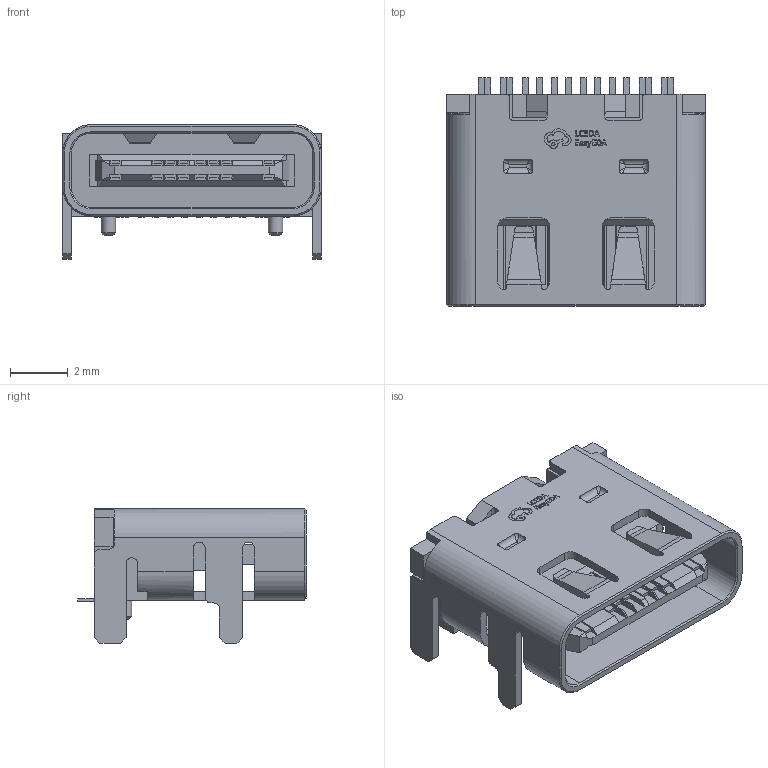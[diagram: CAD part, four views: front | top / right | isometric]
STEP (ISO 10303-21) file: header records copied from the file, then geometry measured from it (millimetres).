
FILE_DESCRIPTION(('FreeCAD Model'),'2;1');
FILE_NAME('Open CASCADE Shape Model','2024-04-18T22:27:41',(''),(''), 'Open CASCADE STEP processor 7.6','FreeCAD','Unknown');
FILE_SCHEMA(('AUTOMOTIVE_DESIGN { 1 0 10303 214 1 1 1 1 }'));
Length unit declared in the file: millimetre
Products named in the file (46): PCBModel; U1; USB-C-SMD_G-SWITCH_GT-USB-7010ASV; COMPOUND042; COMPOUND; COMPOUND001; COMPOUND002; COMPOUND003; COMPOUND004; COMPOUND005; COMPOUND006; COMPOUND007; COMPOUND008; COMPOUND009; COMPOUND010; COMPOUND011; COMPOUND012; COMPOUND013; COMPOUND014; COMPOUND015; COMPOUND016; COMPOUND017; COMPOUND018; COMPOUND019; COMPOUND020; COMPOUND021; COMPOUND022; COMPOUND023; COMPOUND024; COMPOUND025; COMPOUND026; COMPOUND027; COMPOUND028; COMPOUND029; COMPOUND030; COMPOUND031; COMPOUND032; COMPOUND033; COMPOUND034; COMPOUND035 ...
Assembly tree (45 placements, depth 5):
  PCBModel
    U1
      USB-C-SMD_G-SWITCH_GT-USB-7010ASV
        COMPOUND042
          COMPOUND
          COMPOUND001
          COMPOUND002
          COMPOUND003
          COMPOUND004
          COMPOUND005
          COMPOUND006
          COMPOUND007
          COMPOUND008
          COMPOUND009
          COMPOUND010
          COMPOUND011
          COMPOUND012
          COMPOUND013
          COMPOUND014
          COMPOUND015
          COMPOUND016
          COMPOUND017
          COMPOUND018
          COMPOUND019
          COMPOUND020
          COMPOUND021
          COMPOUND022
          COMPOUND023
          COMPOUND024
          COMPOUND025
          COMPOUND026
          COMPOUND027
          COMPOUND028
          COMPOUND029
          COMPOUND030
          COMPOUND031
          COMPOUND032
          COMPOUND033
          COMPOUND034
          COMPOUND035
          COMPOUND036
          COMPOUND037
          COMPOUND038
          COMPOUND039
          COMPOUND040
          COMPOUND041
Bounding box: 8.94 x 7.9 x 4.66 mm (x, y, z)
Volume: 112.1 mm3; surface area: 527 mm2
Topology: 42 solids, 42 shells, 889 faces, 2280 edges, 1468 vertices
Faces by surface type: plane 641, bspline 128, cylinder 108, cone 12
Entity records: 32233 total; most frequent: CARTESIAN_POINT 7301, ORIENTED_EDGE 4528, DIRECTION 3790, EDGE_CURVE 2264, LINE 1788, VECTOR 1788, VERTEX_POINT 1468, AXIS2_PLACEMENT_3D 1001
